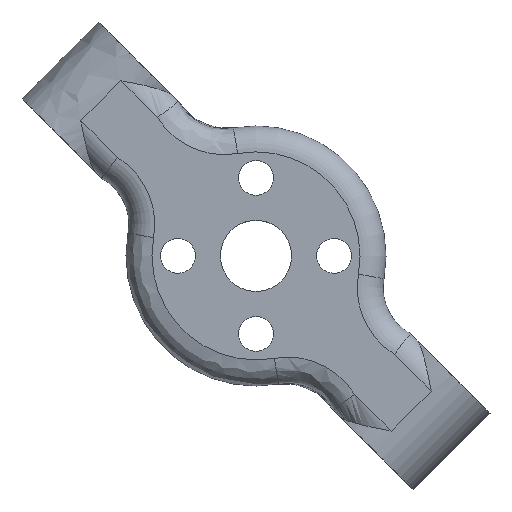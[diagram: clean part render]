
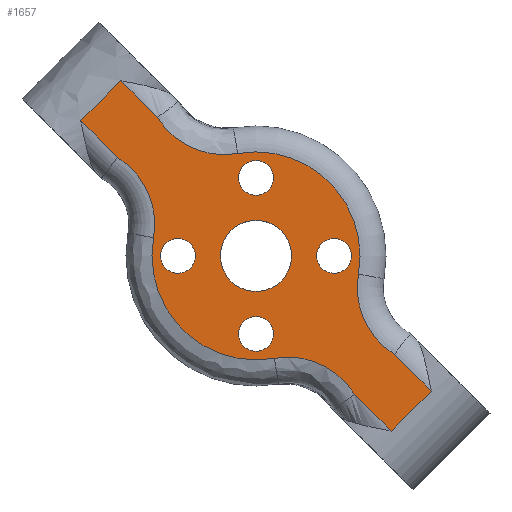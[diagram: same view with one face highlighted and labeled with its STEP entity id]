
A CAD part, top view. The second image highlights one B-rep face of the part: STEP entity #1657.
In plain terms, the highlighted planar face has unit normal (0, 0, 1).
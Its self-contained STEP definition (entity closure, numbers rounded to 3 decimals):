
#168=CARTESIAN_POINT('',(-48.5,-45.,7.3));
#169=VERTEX_POINT('',#168);
#170=CARTESIAN_POINT('',(-49.5,-45.,7.3));
#171=DIRECTION('',(0.0,0.0,-1.0));
#172=DIRECTION('',(-1.0,0.0,0.0));
#173=AXIS2_PLACEMENT_3D('',#170,#171,#172);
#174=CIRCLE('',#173,1.);
#175=EDGE_CURVE('',#169,#169,#174,.T.);
#196=CARTESIAN_POINT('',(-52.98,-39.325,7.3));
#197=VERTEX_POINT('',#196);
#217=CARTESIAN_POINT('',(-55.107,-37.198,7.3));
#218=VERTEX_POINT('',#217);
#219=CARTESIAN_POINT('',(-52.98,-39.325,7.3));
#220=DIRECTION('',(-0.707,0.707,0.0));
#221=VECTOR('',#220,3.009);
#222=LINE('',#219,#221);
#223=EDGE_CURVE('',#197,#218,#222,.T.);
#311=CARTESIAN_POINT('',(-50.907,-43.948,7.3));
#312=VERTEX_POINT('',#311);
#320=CARTESIAN_POINT('',(-55.337,-43.158,7.3));
#321=DIRECTION('',(0.,0.,1.));
#322=DIRECTION('',(0.901,0.433,0.));
#323=AXIS2_PLACEMENT_3D('',#320,#321,#322);
#324=CIRCLE('',#323,4.5);
#325=EDGE_CURVE('',#312,#197,#324,.T.);
#424=CARTESIAN_POINT('',(-52.802,-34.893,7.3));
#425=VERTEX_POINT('',#424);
#426=CARTESIAN_POINT('',(-55.107,-37.198,7.3));
#427=DIRECTION('',(0.707,0.707,0.0));
#428=VECTOR('',#427,3.26);
#429=LINE('',#426,#428);
#430=EDGE_CURVE('',#218,#425,#429,.T.);
#633=CARTESIAN_POINT('',(-45.,-41.5,7.3));
#634=VERTEX_POINT('',#633);
#635=CARTESIAN_POINT('',(-45.,-40.5,7.3));
#636=DIRECTION('',(0.0,0.0,1.0));
#637=DIRECTION('',(0.0,1.0,0.0));
#638=AXIS2_PLACEMENT_3D('',#635,#636,#637);
#639=CIRCLE('',#638,1.);
#640=EDGE_CURVE('',#634,#634,#639,.T.);
#682=CARTESIAN_POINT('',(-50.675,-37.02,7.3));
#683=VERTEX_POINT('',#682);
#714=CARTESIAN_POINT('',(-50.675,-37.02,7.3));
#715=DIRECTION('',(-0.707,0.707,0.0));
#716=VECTOR('',#715,3.009);
#717=LINE('',#714,#716);
#718=EDGE_CURVE('',#683,#425,#717,.T.);
#832=CARTESIAN_POINT('',(-46.052,-39.093,7.3));
#833=VERTEX_POINT('',#832);
#834=CARTESIAN_POINT('',(-46.842,-34.663,7.3));
#835=DIRECTION('',(0.0,0.0,-1.0));
#836=DIRECTION('',(-0.433,-0.901,0.0));
#837=AXIS2_PLACEMENT_3D('',#834,#835,#836);
#838=CIRCLE('',#837,4.5);
#839=EDGE_CURVE('',#833,#683,#838,.T.);
#976=CARTESIAN_POINT('',(-43.948,-50.907,7.3));
#977=VERTEX_POINT('',#976);
#985=CARTESIAN_POINT('',(-45.,-45.,7.3));
#986=DIRECTION('',(0.,0.,-1.0));
#987=DIRECTION('',(-0.954,-0.3,0.));
#988=AXIS2_PLACEMENT_3D('',#985,#986,#987);
#989=CIRCLE('',#988,6.0);
#990=EDGE_CURVE('',#977,#312,#989,.T.);
#1138=CARTESIAN_POINT('',(-45.0,-48.5,7.3));
#1139=VERTEX_POINT('',#1138);
#1140=CARTESIAN_POINT('',(-45.,-49.5,7.3));
#1141=DIRECTION('',(0.0,0.0,1.0));
#1142=DIRECTION('',(0.0,-1.0,0.0));
#1143=AXIS2_PLACEMENT_3D('',#1140,#1141,#1142);
#1144=CIRCLE('',#1143,1.);
#1145=EDGE_CURVE('',#1139,#1139,#1144,.T.);
#1187=CARTESIAN_POINT('',(-39.325,-52.98,7.3));
#1188=VERTEX_POINT('',#1187);
#1218=CARTESIAN_POINT('',(-37.198,-55.107,7.3));
#1219=VERTEX_POINT('',#1218);
#1233=CARTESIAN_POINT('',(-39.325,-52.98,7.3));
#1234=DIRECTION('',(0.707,-0.707,0.0));
#1235=VECTOR('',#1234,3.009);
#1236=LINE('',#1233,#1235);
#1237=EDGE_CURVE('',#1188,#1219,#1236,.T.);
#1352=CARTESIAN_POINT('',(-43.158,-55.337,7.3));
#1353=DIRECTION('',(0.,0.,-1.0));
#1354=DIRECTION('',(0.433,0.901,0.));
#1355=AXIS2_PLACEMENT_3D('',#1352,#1353,#1354);
#1356=CIRCLE('',#1355,4.5);
#1357=EDGE_CURVE('',#977,#1188,#1356,.T.);
#1542=CARTESIAN_POINT('',(-39.093,-46.052,7.3));
#1543=VERTEX_POINT('',#1542);
#1544=CARTESIAN_POINT('',(-45.,-45.0,7.3));
#1545=DIRECTION('',(0.0,0.0,-1.0));
#1546=DIRECTION('',(0.954,0.3,0.0));
#1547=AXIS2_PLACEMENT_3D('',#1544,#1545,#1546);
#1548=CIRCLE('',#1547,6.0);
#1549=EDGE_CURVE('',#833,#1543,#1548,.T.);
#1587=CARTESIAN_POINT('',(-45.0,-45.0,7.3));
#1588=DIRECTION('',(0.0,0.0,-1.0));
#1589=DIRECTION('',(-1.0,0.0,0.0));
#1590=AXIS2_PLACEMENT_3D('',#1587,#1588,#1589);
#1591=PLANE('',#1590);
#1592=ORIENTED_EDGE('',*,*,#990,.F.);
#1593=ORIENTED_EDGE('',*,*,#1357,.T.);
#1594=ORIENTED_EDGE('',*,*,#1237,.T.);
#1595=CARTESIAN_POINT('',(-34.893,-52.802,7.3));
#1596=VERTEX_POINT('',#1595);
#1597=CARTESIAN_POINT('',(-37.198,-55.107,7.3));
#1598=DIRECTION('',(0.707,0.707,0.0));
#1599=VECTOR('',#1598,3.26);
#1600=LINE('',#1597,#1599);
#1601=EDGE_CURVE('',#1219,#1596,#1600,.T.);
#1602=ORIENTED_EDGE('',*,*,#1601,.T.);
#1603=CARTESIAN_POINT('',(-37.02,-50.675,7.3));
#1604=VERTEX_POINT('',#1603);
#1605=CARTESIAN_POINT('',(-37.02,-50.675,7.3));
#1606=DIRECTION('',(0.707,-0.707,0.0));
#1607=VECTOR('',#1606,3.009);
#1608=LINE('',#1605,#1607);
#1609=EDGE_CURVE('',#1604,#1596,#1608,.T.);
#1610=ORIENTED_EDGE('',*,*,#1609,.F.);
#1611=CARTESIAN_POINT('',(-34.663,-46.842,7.3));
#1612=DIRECTION('',(0.0,0.0,1.));
#1613=DIRECTION('',(-0.901,-0.433,0.0));
#1614=AXIS2_PLACEMENT_3D('',#1611,#1612,#1613);
#1615=CIRCLE('',#1614,4.5);
#1616=EDGE_CURVE('',#1543,#1604,#1615,.T.);
#1617=ORIENTED_EDGE('',*,*,#1616,.F.);
#1618=ORIENTED_EDGE('',*,*,#1549,.F.);
#1619=ORIENTED_EDGE('',*,*,#839,.T.);
#1620=ORIENTED_EDGE('',*,*,#718,.T.);
#1621=ORIENTED_EDGE('',*,*,#430,.F.);
#1622=ORIENTED_EDGE('',*,*,#223,.F.);
#1623=ORIENTED_EDGE('',*,*,#325,.F.);
#1624=EDGE_LOOP('',(#1592,#1593,#1594,#1602,#1610,#1617,#1618,#1619,#1620,#1621,#1622,#1623));
#1625=FACE_OUTER_BOUND('',#1624,.T.);
#1626=ORIENTED_EDGE('',*,*,#640,.F.);
#1627=EDGE_LOOP('',(#1626));
#1628=FACE_BOUND('',#1627,.T.);
#1629=ORIENTED_EDGE('',*,*,#175,.T.);
#1630=EDGE_LOOP('',(#1629));
#1631=FACE_BOUND('',#1630,.T.);
#1632=ORIENTED_EDGE('',*,*,#1145,.F.);
#1633=EDGE_LOOP('',(#1632));
#1634=FACE_BOUND('',#1633,.T.);
#1635=CARTESIAN_POINT('',(-46.45,-46.45,7.3));
#1636=VERTEX_POINT('',#1635);
#1637=CARTESIAN_POINT('',(-45.0,-45.0,7.3));
#1638=DIRECTION('',(0.0,0.0,-1.0));
#1639=DIRECTION('',(1.0,0.0,0.0));
#1640=AXIS2_PLACEMENT_3D('',#1637,#1638,#1639);
#1641=CIRCLE('',#1640,2.05);
#1642=EDGE_CURVE('',#1636,#1636,#1641,.T.);
#1643=ORIENTED_EDGE('',*,*,#1642,.T.);
#1644=EDGE_LOOP('',(#1643));
#1645=FACE_BOUND('',#1644,.T.);
#1646=CARTESIAN_POINT('',(-41.5,-45.0,7.3));
#1647=VERTEX_POINT('',#1646);
#1648=CARTESIAN_POINT('',(-40.5,-45.0,7.3));
#1649=DIRECTION('',(0.0,0.0,-1.0));
#1650=DIRECTION('',(1.0,0.0,0.0));
#1651=AXIS2_PLACEMENT_3D('',#1648,#1649,#1650);
#1652=CIRCLE('',#1651,1.);
#1653=EDGE_CURVE('',#1647,#1647,#1652,.T.);
#1654=ORIENTED_EDGE('',*,*,#1653,.T.);
#1655=EDGE_LOOP('',(#1654));
#1656=FACE_BOUND('',#1655,.T.);
#1657=ADVANCED_FACE('',(#1625,#1628,#1631,#1634,#1645,#1656),#1591,.F.);
